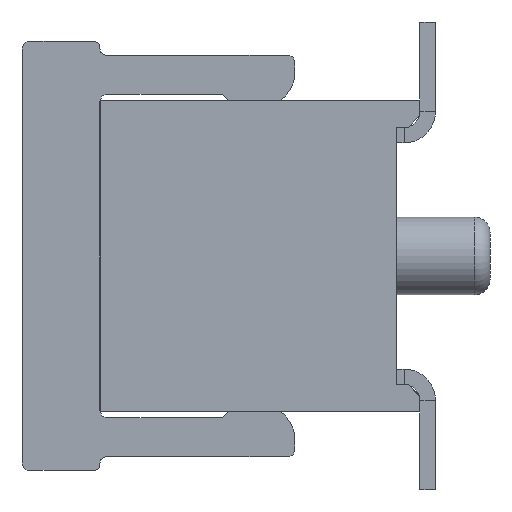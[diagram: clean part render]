
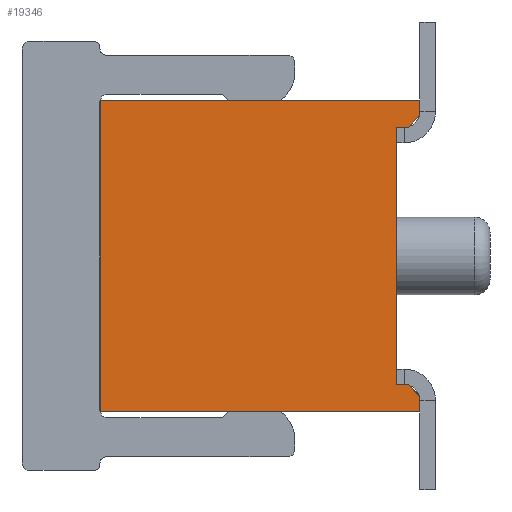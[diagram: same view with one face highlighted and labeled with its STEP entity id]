
A CAD part, left-side view. The second image highlights one B-rep face of the part: STEP entity #19346.
In plain terms, the highlighted planar face has unit normal (-1, 0, 0).
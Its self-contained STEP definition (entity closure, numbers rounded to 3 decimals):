
#1966=FACE_OUTER_BOUND('',#2978,.T.);
#2978=EDGE_LOOP('',(#16227,#16228,#16229,#16230,#16231,#16232,#16233,#16234,
#16235,#16236));
#3360=LINE('',#27217,#5368);
#3367=LINE('',#27231,#5375);
#3369=LINE('',#27234,#5377);
#3603=LINE('',#28217,#5611);
#3682=LINE('',#28405,#5690);
#3684=LINE('',#28409,#5692);
#4853=LINE('',#33696,#6861);
#4865=LINE('',#33713,#6873);
#4870=LINE('',#33725,#6878);
#4904=LINE('',#33792,#6912);
#5368=VECTOR('',#21712,1.);
#5375=VECTOR('',#21723,1.);
#5377=VECTOR('',#21727,1.);
#5611=VECTOR('',#22305,1.);
#5690=VECTOR('',#22422,1.);
#5692=VECTOR('',#22426,1.);
#6861=VECTOR('',#25581,1.);
#6873=VECTOR('',#25595,1.);
#6878=VECTOR('',#25606,1.);
#6912=VECTOR('',#25642,1.);
#7365=VERTEX_POINT('',#27214);
#7366=VERTEX_POINT('',#27216);
#7370=VERTEX_POINT('',#27228);
#7371=VERTEX_POINT('',#27230);
#7572=VERTEX_POINT('',#28214);
#7573=VERTEX_POINT('',#28216);
#7663=VERTEX_POINT('',#28403);
#7664=VERTEX_POINT('',#28407);
#8608=VERTEX_POINT('',#33694);
#8616=VERTEX_POINT('',#33723);
#9135=EDGE_CURVE('',#7366,#7365,#3360,.T.);
#9142=EDGE_CURVE('',#7371,#7370,#3367,.T.);
#9144=EDGE_CURVE('',#7370,#7366,#3369,.T.);
#9460=EDGE_CURVE('',#7572,#7573,#3603,.T.);
#9557=EDGE_CURVE('',#7572,#7663,#3682,.T.);
#9559=EDGE_CURVE('',#7663,#7664,#3684,.T.);
#11181=EDGE_CURVE('',#7664,#8608,#4853,.T.);
#11193=EDGE_CURVE('',#7573,#7365,#4865,.T.);
#11200=EDGE_CURVE('',#8616,#8608,#4870,.T.);
#11234=EDGE_CURVE('',#7371,#8616,#4904,.T.);
#16227=ORIENTED_EDGE('',*,*,#9559,.T.);
#16228=ORIENTED_EDGE('',*,*,#11181,.T.);
#16229=ORIENTED_EDGE('',*,*,#11200,.F.);
#16230=ORIENTED_EDGE('',*,*,#11234,.F.);
#16231=ORIENTED_EDGE('',*,*,#9142,.T.);
#16232=ORIENTED_EDGE('',*,*,#9144,.T.);
#16233=ORIENTED_EDGE('',*,*,#9135,.T.);
#16234=ORIENTED_EDGE('',*,*,#11193,.F.);
#16235=ORIENTED_EDGE('',*,*,#9460,.F.);
#16236=ORIENTED_EDGE('',*,*,#9557,.T.);
#17402=PLANE('',#20923);
#19346=ADVANCED_FACE('',(#1966),#17402,.T.);
#20923=AXIS2_PLACEMENT_3D('',#33854,#25698,#25699);
#21712=DIRECTION('',(0.,1.,0.));
#21723=DIRECTION('',(0.,0.,1.));
#21727=DIRECTION('',(0.,0.707,0.707));
#22305=DIRECTION('',(0.,1.,0.));
#22422=DIRECTION('',(0.,-0.707,0.707));
#22426=DIRECTION('',(0.,0.,1.));
#25581=DIRECTION('',(0.,1.,0.));
#25595=DIRECTION('',(0.,0.,-1.));
#25606=DIRECTION('',(0.,0.,1.));
#25642=DIRECTION('',(0.,1.,0.));
#25698=DIRECTION('center_axis',(-1.,0.,0.));
#25699=DIRECTION('ref_axis',(0.,0.,1.));
#27214=CARTESIAN_POINT('',(-17.068,-3.542,-1.65));
#27216=CARTESIAN_POINT('',(-17.068,-3.692,-1.65));
#27217=CARTESIAN_POINT('',(-17.068,-3.692,-1.65));
#27228=CARTESIAN_POINT('',(-17.068,-3.842,-1.8));
#27230=CARTESIAN_POINT('',(-17.068,-3.842,-2.));
#27231=CARTESIAN_POINT('',(-17.068,-3.842,-2.));
#27234=CARTESIAN_POINT('',(-17.068,-3.842,-1.8));
#28214=CARTESIAN_POINT('',(-17.068,-3.692,1.65));
#28216=CARTESIAN_POINT('',(-17.068,-3.542,1.65));
#28217=CARTESIAN_POINT('',(-17.068,-3.692,1.65));
#28403=CARTESIAN_POINT('',(-17.068,-3.842,1.8));
#28405=CARTESIAN_POINT('',(-17.068,-3.692,1.65));
#28407=CARTESIAN_POINT('',(-17.068,-3.842,2.));
#28409=CARTESIAN_POINT('',(-17.068,-3.842,1.8));
#33694=CARTESIAN_POINT('',(-17.068,0.258,2.));
#33696=CARTESIAN_POINT('',(-17.068,-3.842,2.));
#33713=CARTESIAN_POINT('',(-17.068,-3.542,1.65));
#33723=CARTESIAN_POINT('',(-17.068,0.258,-2.));
#33725=CARTESIAN_POINT('',(-17.068,0.258,-2.));
#33792=CARTESIAN_POINT('',(-17.068,-3.842,-2.));
#33854=CARTESIAN_POINT('Origin',(-17.068,-3.842,-2.));
